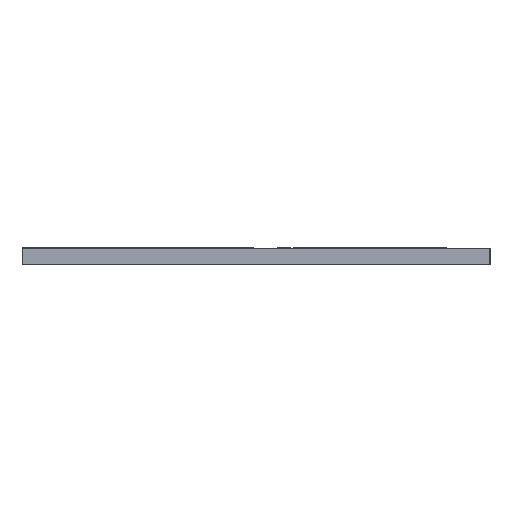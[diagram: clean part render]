
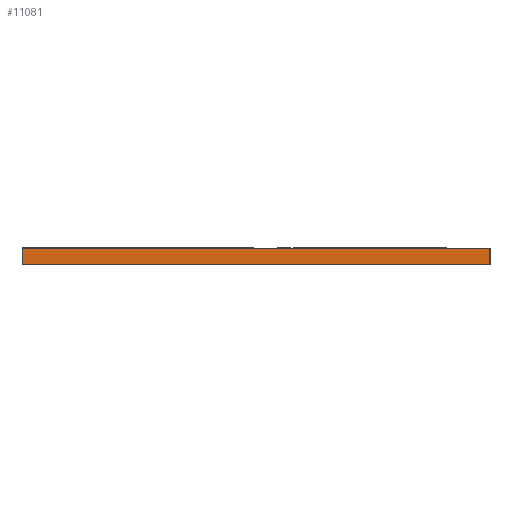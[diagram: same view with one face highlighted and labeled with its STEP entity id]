
A CAD part, left-side view. The second image highlights one B-rep face of the part: STEP entity #11081.
In plain terms, the highlighted planar face has unit normal (-1, 0, 0).
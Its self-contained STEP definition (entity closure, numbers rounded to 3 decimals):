
#11025 = VERTEX_POINT('',#11026);
#11026 = CARTESIAN_POINT('',(115.5,-81.232,1.51));
#11032 = EDGE_CURVE('',#11033,#11025,#11035,.T.);
#11033 = VERTEX_POINT('',#11034);
#11034 = CARTESIAN_POINT('',(115.5,-81.232,0.));
#11035 = LINE('',#11036,#11037);
#11036 = CARTESIAN_POINT('',(115.5,-81.232,0.));
#11037 = VECTOR('',#11038,1.);
#11038 = DIRECTION('',(0.,0.,1.));
#11081 = ADVANCED_FACE('',(#11082),#11107,.T.);
#11082 = FACE_BOUND('',#11083,.T.);
#11083 = EDGE_LOOP('',(#11084,#11085,#11093,#11101));
#11084 = ORIENTED_EDGE('',*,*,#11032,.T.);
#11085 = ORIENTED_EDGE('',*,*,#11086,.T.);
#11086 = EDGE_CURVE('',#11025,#11087,#11089,.T.);
#11087 = VERTEX_POINT('',#11088);
#11088 = CARTESIAN_POINT('',(115.5,-38.232,1.51));
#11089 = LINE('',#11090,#11091);
#11090 = CARTESIAN_POINT('',(115.5,-81.232,1.51));
#11091 = VECTOR('',#11092,1.);
#11092 = DIRECTION('',(0.,1.,0.));
#11093 = ORIENTED_EDGE('',*,*,#11094,.F.);
#11094 = EDGE_CURVE('',#11095,#11087,#11097,.T.);
#11095 = VERTEX_POINT('',#11096);
#11096 = CARTESIAN_POINT('',(115.5,-38.232,0.));
#11097 = LINE('',#11098,#11099);
#11098 = CARTESIAN_POINT('',(115.5,-38.232,0.));
#11099 = VECTOR('',#11100,1.);
#11100 = DIRECTION('',(0.,0.,1.));
#11101 = ORIENTED_EDGE('',*,*,#11102,.F.);
#11102 = EDGE_CURVE('',#11033,#11095,#11103,.T.);
#11103 = LINE('',#11104,#11105);
#11104 = CARTESIAN_POINT('',(115.5,-81.232,0.));
#11105 = VECTOR('',#11106,1.);
#11106 = DIRECTION('',(0.,1.,0.));
#11107 = PLANE('',#11108);
#11108 = AXIS2_PLACEMENT_3D('',#11109,#11110,#11111);
#11109 = CARTESIAN_POINT('',(115.5,-81.232,0.));
#11110 = DIRECTION('',(-1.,0.,0.));
#11111 = DIRECTION('',(0.,1.,0.));
